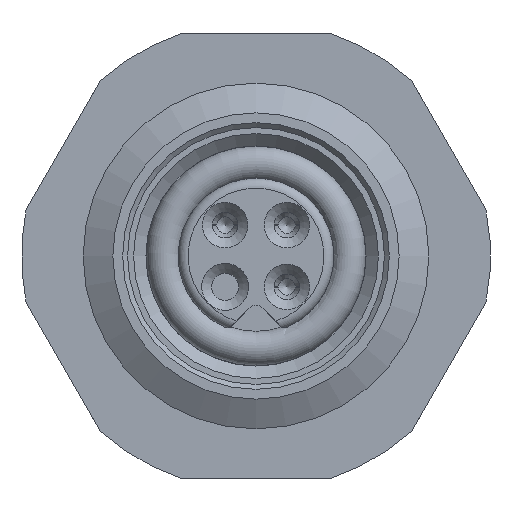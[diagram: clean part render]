
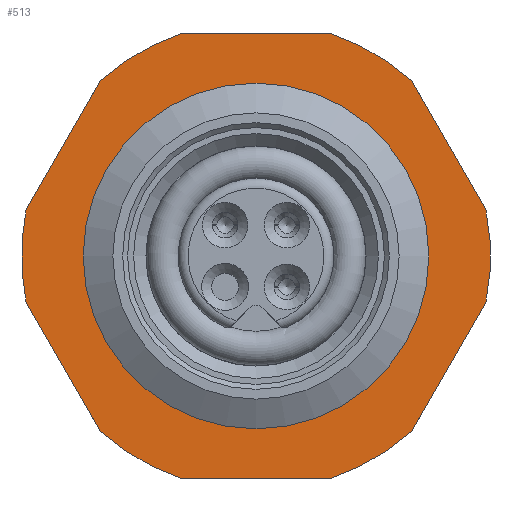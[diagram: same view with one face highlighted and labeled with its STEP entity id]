
A CAD part, left-side view. The second image highlights one B-rep face of the part: STEP entity #513.
In plain terms, the highlighted planar face has unit normal (-1, 0, 0).
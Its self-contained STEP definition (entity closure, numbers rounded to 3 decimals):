
#185=LINE('',#3400,#291);
#186=LINE('',#3404,#292);
#187=LINE('',#3408,#293);
#188=LINE('',#3412,#294);
#189=LINE('',#3416,#295);
#190=LINE('',#3420,#296);
#291=VECTOR('',#2695,1.);
#292=VECTOR('',#2698,1.);
#293=VECTOR('',#2701,1.);
#294=VECTOR('',#2704,1.);
#295=VECTOR('',#2707,1.);
#296=VECTOR('',#2710,1.);
#434=PLANE('',#2351);
#513=ADVANCED_FACE('',(#731,#732),#434,.T.);
#731=FACE_BOUND('',#866,.T.);
#732=FACE_BOUND('',#867,.T.);
#866=EDGE_LOOP('',(#1099));
#867=EDGE_LOOP('',(#1100,#1101,#1102,#1103,#1104,#1105,#1106,#1107,#1108,
#1109,#1110,#1111));
#1099=ORIENTED_EDGE('',*,*,#1869,.T.);
#1100=ORIENTED_EDGE('',*,*,#1891,.F.);
#1101=ORIENTED_EDGE('',*,*,#1892,.T.);
#1102=ORIENTED_EDGE('',*,*,#1893,.F.);
#1103=ORIENTED_EDGE('',*,*,#1894,.T.);
#1104=ORIENTED_EDGE('',*,*,#1895,.F.);
#1105=ORIENTED_EDGE('',*,*,#1896,.T.);
#1106=ORIENTED_EDGE('',*,*,#1897,.F.);
#1107=ORIENTED_EDGE('',*,*,#1898,.T.);
#1108=ORIENTED_EDGE('',*,*,#1899,.F.);
#1109=ORIENTED_EDGE('',*,*,#1900,.T.);
#1110=ORIENTED_EDGE('',*,*,#1901,.F.);
#1111=ORIENTED_EDGE('',*,*,#1902,.T.);
#1656=VERTEX_POINT('',#3342);
#1678=VERTEX_POINT('',#3398);
#1679=VERTEX_POINT('',#3399);
#1680=VERTEX_POINT('',#3401);
#1681=VERTEX_POINT('',#3403);
#1682=VERTEX_POINT('',#3405);
#1683=VERTEX_POINT('',#3407);
#1684=VERTEX_POINT('',#3409);
#1685=VERTEX_POINT('',#3411);
#1686=VERTEX_POINT('',#3413);
#1687=VERTEX_POINT('',#3415);
#1688=VERTEX_POINT('',#3417);
#1689=VERTEX_POINT('',#3419);
#1869=EDGE_CURVE('',#1656,#1656,#2165,.T.);
#1891=EDGE_CURVE('',#1678,#1679,#2181,.T.);
#1892=EDGE_CURVE('',#1678,#1680,#185,.T.);
#1893=EDGE_CURVE('',#1681,#1680,#2182,.T.);
#1894=EDGE_CURVE('',#1681,#1682,#186,.T.);
#1895=EDGE_CURVE('',#1683,#1682,#2183,.T.);
#1896=EDGE_CURVE('',#1683,#1684,#187,.T.);
#1897=EDGE_CURVE('',#1685,#1684,#2184,.T.);
#1898=EDGE_CURVE('',#1685,#1686,#188,.T.);
#1899=EDGE_CURVE('',#1687,#1686,#2185,.T.);
#1900=EDGE_CURVE('',#1687,#1688,#189,.T.);
#1901=EDGE_CURVE('',#1689,#1688,#2186,.T.);
#1902=EDGE_CURVE('',#1689,#1679,#190,.T.);
#2165=CIRCLE('',#2317,3.5);
#2181=CIRCLE('',#2345,4.75);
#2182=CIRCLE('',#2346,4.75);
#2183=CIRCLE('',#2347,4.75);
#2184=CIRCLE('',#2348,4.75);
#2185=CIRCLE('',#2349,4.75);
#2186=CIRCLE('',#2350,4.75);
#2317=AXIS2_PLACEMENT_3D('',#3341,#2631,#2632);
#2345=AXIS2_PLACEMENT_3D('',#3397,#2693,#2694);
#2346=AXIS2_PLACEMENT_3D('',#3402,#2696,#2697);
#2347=AXIS2_PLACEMENT_3D('',#3406,#2699,#2700);
#2348=AXIS2_PLACEMENT_3D('',#3410,#2702,#2703);
#2349=AXIS2_PLACEMENT_3D('',#3414,#2705,#2706);
#2350=AXIS2_PLACEMENT_3D('',#3418,#2708,#2709);
#2351=AXIS2_PLACEMENT_3D('',#3421,#2711,#2712);
#2631=DIRECTION('',(1.,0.,0.));
#2632=DIRECTION('',(0.,0.,1.));
#2693=DIRECTION('',(1.,0.,0.));
#2694=DIRECTION('',(0.,0.,-1.));
#2695=DIRECTION('',(0.,-0.5,-0.866));
#2696=DIRECTION('',(1.,0.,0.));
#2697=DIRECTION('',(0.,0.,-1.));
#2698=DIRECTION('',(0.,-1.,0.));
#2699=DIRECTION('',(1.,0.,0.));
#2700=DIRECTION('',(0.,0.,-1.));
#2701=DIRECTION('',(0.,-0.5,0.866));
#2702=DIRECTION('',(1.,0.,0.));
#2703=DIRECTION('',(0.,0.,-1.));
#2704=DIRECTION('',(0.,0.5,0.866));
#2705=DIRECTION('',(1.,0.,0.));
#2706=DIRECTION('',(0.,0.,-1.));
#2707=DIRECTION('',(0.,1.,0.));
#2708=DIRECTION('',(1.,0.,0.));
#2709=DIRECTION('',(0.,0.,-1.));
#2710=DIRECTION('',(0.,0.5,-0.866));
#2711=DIRECTION('',(-1.,0.,0.));
#2712=DIRECTION('',(0.,0.,1.));
#3341=CARTESIAN_POINT('',(5.,0.,0.));
#3342=CARTESIAN_POINT('',(5.,0.,3.5));
#3397=CARTESIAN_POINT('',(5.,0.,0.));
#3398=CARTESIAN_POINT('',(5.,4.657,-0.933));
#3399=CARTESIAN_POINT('',(5.,4.657,0.933));
#3400=CARTESIAN_POINT('',(5.,4.657,-0.933));
#3401=CARTESIAN_POINT('',(5.,3.137,-3.567));
#3402=CARTESIAN_POINT('',(5.,0.,0.));
#3403=CARTESIAN_POINT('',(5.,1.521,-4.5));
#3404=CARTESIAN_POINT('',(5.,1.521,-4.5));
#3405=CARTESIAN_POINT('',(5.,-1.521,-4.5));
#3406=CARTESIAN_POINT('',(5.,0.,0.));
#3407=CARTESIAN_POINT('',(5.,-3.137,-3.567));
#3408=CARTESIAN_POINT('',(5.,-3.137,-3.567));
#3409=CARTESIAN_POINT('',(5.,-4.657,-0.933));
#3410=CARTESIAN_POINT('',(5.,0.,0.));
#3411=CARTESIAN_POINT('',(5.,-4.657,0.933));
#3412=CARTESIAN_POINT('',(5.,-4.657,0.933));
#3413=CARTESIAN_POINT('',(5.,-3.137,3.567));
#3414=CARTESIAN_POINT('',(5.,0.,0.));
#3415=CARTESIAN_POINT('',(5.,-1.521,4.5));
#3416=CARTESIAN_POINT('',(5.,-1.521,4.5));
#3417=CARTESIAN_POINT('',(5.,1.521,4.5));
#3418=CARTESIAN_POINT('',(5.,0.,0.));
#3419=CARTESIAN_POINT('',(5.,3.137,3.567));
#3420=CARTESIAN_POINT('',(5.,3.137,3.567));
#3421=CARTESIAN_POINT('',(5.,0.,0.));
